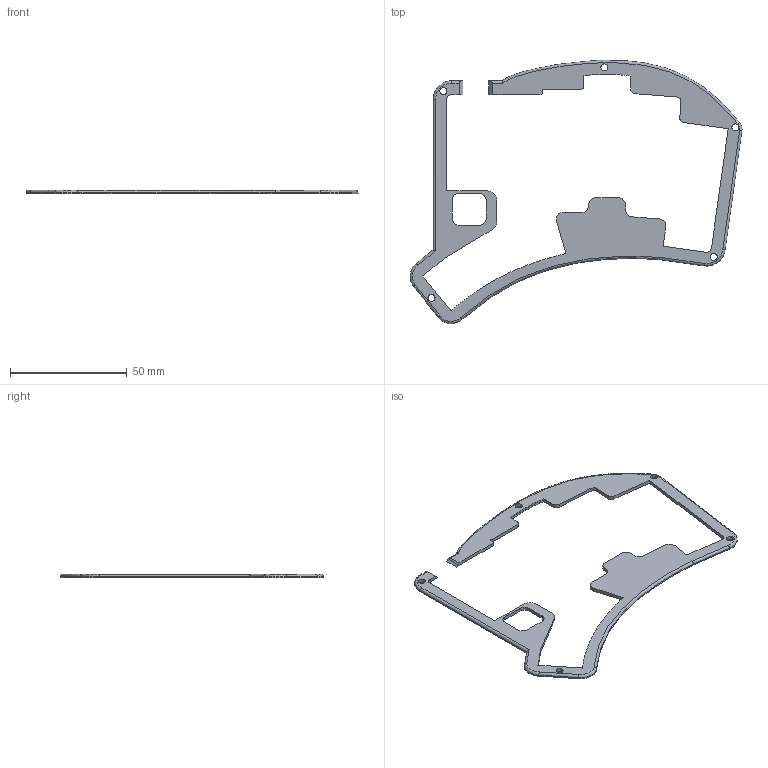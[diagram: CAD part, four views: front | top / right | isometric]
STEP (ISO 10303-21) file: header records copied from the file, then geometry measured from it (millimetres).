
FILE_DESCRIPTION(/* description */ (''),/* implementation_level */ '2;1');
FILE_NAME(/* name */ 'Right Top Case Top.step',/* time_stamp */ '2026-02-20T22:07:14+09:00',/* author */ (''),/* organization */ (''),/* preprocessor_version */ 'ST-DEVELOPER v20.1',/* originating_system */ 'Autodesk Translation Framework v14.24.0.0',/* authorisation */ '');
FILE_SCHEMA (('AUTOMOTIVE_DESIGN { 1 0 10303 214 3 1 1 }'));
Length unit declared in the file: millimetre
Products named in the file (1): 2026-02-20-22-07-14-542
Bounding box: 142.02 x 112.58 x 1.5 mm (x, y, z)
Volume: 5520.1 mm3; surface area: 8821.5 mm2
Topology: 1 solids, 1 shells, 164 faces, 472 edges, 310 vertices
Faces by surface type: plane 117, cylinder 37, bspline 6, torus 4
Full cylindrical faces by diameter (mm): 3 x5
Entity records: 5711 total; most frequent: CARTESIAN_POINT 1331, ORIENTED_EDGE 944, DIRECTION 852, EDGE_CURVE 472, LINE 382, VECTOR 382, VERTEX_POINT 310, AXIS2_PLACEMENT_3D 235
